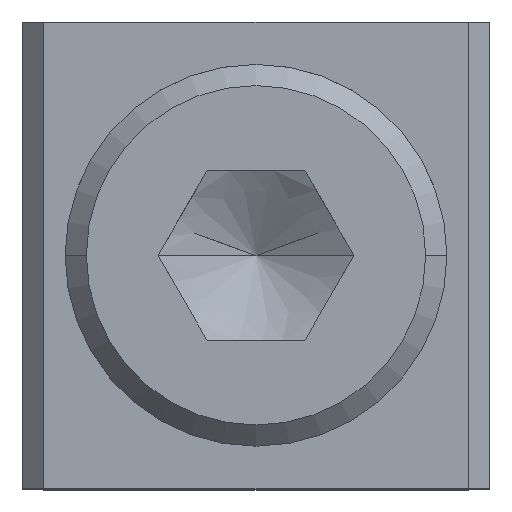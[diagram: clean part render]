
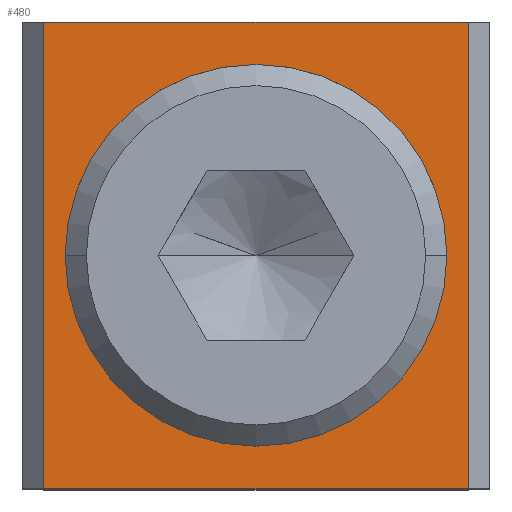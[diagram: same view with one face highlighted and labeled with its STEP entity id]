
A CAD part, top view. The second image highlights one B-rep face of the part: STEP entity #480.
In plain terms, the highlighted planar face has unit normal (0, 0, 1).
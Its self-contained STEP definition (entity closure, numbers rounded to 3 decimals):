
#426=EDGE_CURVE('',#874,#446,#1234,.T.);
#446=VERTEX_POINT('',#1256);
#464=EDGE_CURVE('',#892,#762,#1275,.T.);
#480=ADVANCED_FACE('',(#1291,#1292),#1293,.T.);
#498=VERTEX_POINT('',#1315);
#582=EDGE_CURVE('',#498,#830,#1413,.T.);
#762=VERTEX_POINT('',#1612);
#794=EDGE_CURVE('',#874,#830,#1649,.T.);
#830=VERTEX_POINT('',#1689);
#874=VERTEX_POINT('',#1734);
#892=VERTEX_POINT('',#1752);
#980=EDGE_CURVE('',#762,#892,#1851,.T.);
#1074=EDGE_CURVE('',#446,#498,#1953,.T.);
#1234=LINE('',#2138,#2139);
#1256=CARTESIAN_POINT('',(10.0,-11.0,28.));
#1275=CIRCLE('',#2196,9.0);
#1291=FACE_BOUND('',#2220,.T.);
#1292=FACE_OUTER_BOUND('',#2221,.T.);
#1293=PLANE('',#2222);
#1315=CARTESIAN_POINT('',(10.0,11.0,28.));
#1413=LINE('',#2386,#2387);
#1612=CARTESIAN_POINT('',(-9.,0.,28.));
#1649=LINE('',#2722,#2723);
#1689=CARTESIAN_POINT('',(-10.,11.0,28.));
#1734=CARTESIAN_POINT('',(-10.,-11.0,28.));
#1752=CARTESIAN_POINT('',(9.,0.,28.));
#1851=CIRCLE('',#3012,9.0);
#1953=LINE('',#3163,#3164);
#2138=CARTESIAN_POINT('',(-10.,-11.0,28.));
#2139=VECTOR('',#3367,1.0);
#2196=AXIS2_PLACEMENT_3D('',#3413,#3414,#3415);
#2220=EDGE_LOOP('',(#3426,#3427));
#2221=EDGE_LOOP('',(#3428,#3429,#3430,#3431));
#2222=AXIS2_PLACEMENT_3D('',#3432,#3433,#3434);
#2386=CARTESIAN_POINT('',(-10.,11.0,28.));
#2387=VECTOR('',#3607,1.0);
#2722=CARTESIAN_POINT('',(-10.,-11.0,28.));
#2723=VECTOR('',#3921,1.0);
#3012=AXIS2_PLACEMENT_3D('',#4134,#4135,#4136);
#3163=CARTESIAN_POINT('',(10.0,-11.0,28.));
#3164=VECTOR('',#4232,1.0);
#3367=DIRECTION('',(1.0,0.0,0.0));
#3413=CARTESIAN_POINT('',(0.,0.,28.));
#3414=DIRECTION('',(0.0,0.0,-1.0));
#3415=DIRECTION('',(1.0,0.0,0.0));
#3426=ORIENTED_EDGE('',*,*,#464,.T.);
#3427=ORIENTED_EDGE('',*,*,#980,.T.);
#3428=ORIENTED_EDGE('',*,*,#582,.T.);
#3429=ORIENTED_EDGE('',*,*,#794,.F.);
#3430=ORIENTED_EDGE('',*,*,#426,.T.);
#3431=ORIENTED_EDGE('',*,*,#1074,.T.);
#3432=CARTESIAN_POINT('',(10.0,-11.0,28.));
#3433=DIRECTION('',(0.0,-0.0,1.0));
#3434=DIRECTION('',(0.0,1.0,0.0));
#3607=DIRECTION('',(-1.0,0.0,0.0));
#3921=DIRECTION('',(0.0,1.0,0.0));
#4134=CARTESIAN_POINT('',(0.,0.,28.));
#4135=DIRECTION('',(0.0,0.0,-1.0));
#4136=DIRECTION('',(1.0,0.0,0.0));
#4232=DIRECTION('',(0.0,1.0,0.0));
